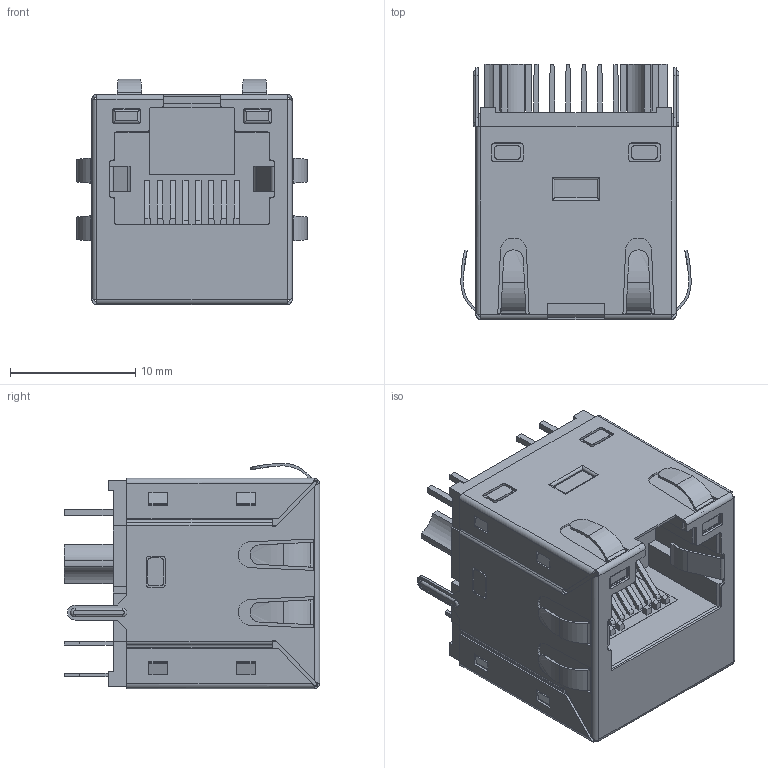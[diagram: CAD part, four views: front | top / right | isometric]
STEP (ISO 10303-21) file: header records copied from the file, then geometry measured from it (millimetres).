
FILE_DESCRIPTION(/* description */ ('Unknown'),/* implementation_level */ '2;1');
FILE_NAME(/* name */ '74991114410',/* time_stamp */ '2020-02-14T09:39:10+01:00',/* author */ ('Unknown'),/* organization */ ('Unknown'),/* preprocessor_version */ 'ST-DEVELOPER v16.7',/* originating_system */ 'DEX',/* authorisation */ $);
FILE_SCHEMA (('AUTOMOTIVE_DESIGN {1 0 10303 214 3 1 1}'));
Length unit declared in the file: millimetre
Products named in the file (3): 74991114410; base; Shielding
Assembly tree (2 placements, depth 2):
  74991114410
    base
    Shielding
Bounding box: 18.4 x 20.4 x 18 mm (x, y, z)
Volume: 3494.8 mm3; surface area: 4959.9 mm2
Topology: 10 solids, 10 shells, 979 faces, 2537 edges, 1626 vertices
Faces by surface type: plane 701, cylinder 246, bspline 24, torus 8
Entity records: 37332 total; most frequent: CARTESIAN_POINT 6360, ORIENTED_EDGE 5072, DIRECTION 4752, EDGE_CURVE 2536, LINE 1908, VECTOR 1908, VERTEX_POINT 1626, AXIS2_PLACEMENT_3D 1422
